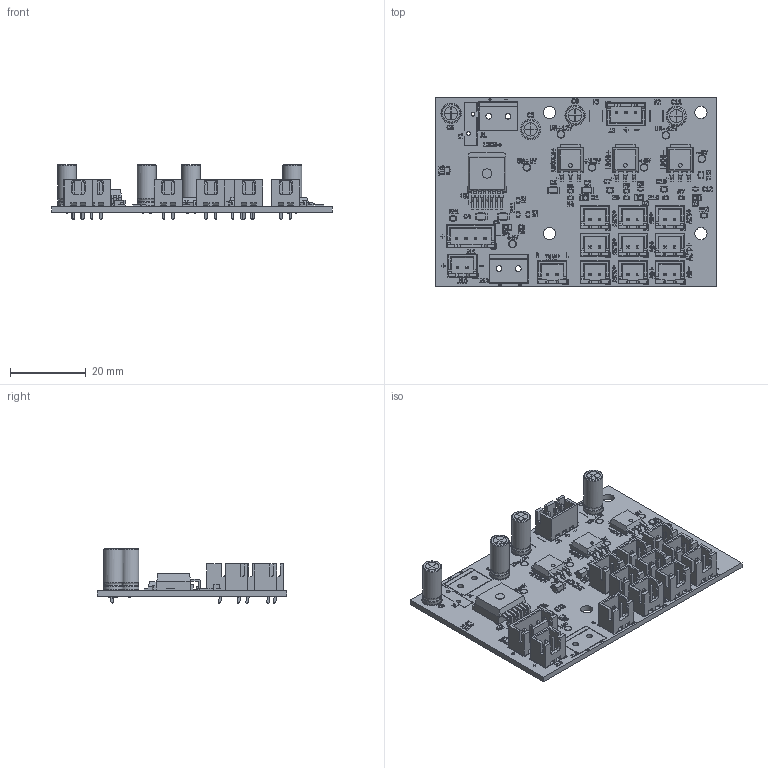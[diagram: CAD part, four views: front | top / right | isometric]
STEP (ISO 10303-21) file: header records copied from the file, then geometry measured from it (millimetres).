
FILE_DESCRIPTION(('KiCad electronic assembly'),'2;1');
FILE_NAME('Power Regulation.step','2025-04-03T19:24:23',('Pcbnew'),( 'Kicad'),'Open CASCADE STEP processor 7.8','KiCad to STEP converter' ,'Unknown');
FILE_SCHEMA(('AUTOMOTIVE_DESIGN { 1 0 10303 214 1 1 1 1 }'));
Length unit declared in the file: millimetre
Products named in the file (18): Power Regulation 1; R_0402_1005Metric; R_0603_1608Metric; LED_0603_1608Metric; TO-252-3_TabPin2; Power Regulation 1.4.1; R_0805_2012Metric; JST_XH_B2B-XH-A_1x02_P2.50mm_Vertical; C_Radial_D5.0mm_H11.0mm_P2.00mm; C_1206_3216Metric; C_0805_2012Metric; C_0603_1608Metric; TO-263-7_TabPin4; Power Regulation 1.41.1; JST_XH_B3B-XH-A_1x03_P2.50mm_Vertical; JST_XH_B4B-XH-A_1x04_P2.50mm_Vertical; Power Regulation_silkscreen; Power Regulation_PCB
Assembly tree (52 placements, depth 3):
  Power Regulation 1
    R_0402_1005Metric
    R_0603_1608Metric  x10
    LED_0603_1608Metric  x4
    TO-252-3_TabPin2  x3
      Power Regulation 1.4.1
    R_0805_2012Metric  x4
    JST_XH_B2B-XH-A_1x02_P2.50mm_Vertical  x11
    C_Radial_D5.0mm_H11.0mm_P2.00mm  x4
    C_1206_3216Metric  x4
    C_0805_2012Metric  x2
    C_0603_1608Metric  x2
    TO-263-7_TabPin4
      Power Regulation 1.41.1
    JST_XH_B3B-XH-A_1x03_P2.50mm_Vertical
    JST_XH_B4B-XH-A_1x04_P2.50mm_Vertical
    Power Regulation_silkscreen
    Power Regulation_PCB
Bounding box: 74 x 50 x 14.4 mm (x, y, z)
Volume: 9315.2 mm3; surface area: 16093.8 mm2
Topology: 69 solids, 374 shells, 2997 faces, 11665 edges, 9213 vertices
Faces by surface type: plane 2522, cylinder 455, revolution 8, bspline 8, torus 4
Full cylindrical faces by diameter (mm): 0.4 x8, 0.8 x8, 0.95 x7, 1 x25, 1.01 x2, 1.52 x4, 2.5 x1, 3.2 x4, 3.5 x12, 5 x8
Entity records: 77012 total; most frequent: CARTESIAN_POINT 14571, DIRECTION 11294, ORIENTED_EDGE 9413, EDGE_CURVE 6996, VERTEX_POINT 6163, LINE 5228, VECTOR 5228, AXIS2_PLACEMENT_3D 3032
